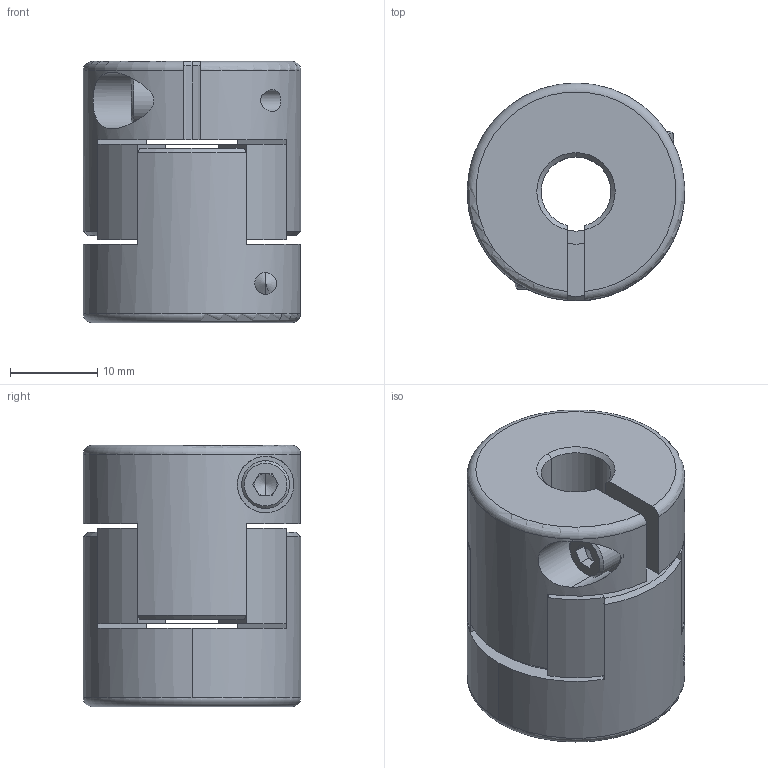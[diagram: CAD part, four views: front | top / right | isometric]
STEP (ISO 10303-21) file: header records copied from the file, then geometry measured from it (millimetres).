
FILE_DESCRIPTION (( 'STEP AP203' ), '1' );
FILE_NAME ('AL- SC16108.STEP', '2024-11-26T10:14:24', ( '' ), ( '' ), 'SwSTEP 2.0', 'SolidWorks 2021', '' );
FILE_SCHEMA (( 'CONFIG_CONTROL_DESIGN' ));
Length unit declared in the file: millimetre
Products named in the file (1): AL- SC16108
Bounding box: 25 x 25 x 30 mm (x, y, z)
Surface area: 6336.9 mm2 (no closed solid volume)
Topology: 0 solids, 5 shells, 90 faces, 298 edges, 206 vertices
Faces by surface type: plane 48, cylinder 24, cone 16, torus 2
Entity records: 3603 total; most frequent: CARTESIAN_POINT 855, DIRECTION 586, ORIENTED_EDGE 498, EDGE_CURVE 294, AXIS2_PLACEMENT_3D 217, VERTEX_POINT 206, VECTOR 152, LINE 152
